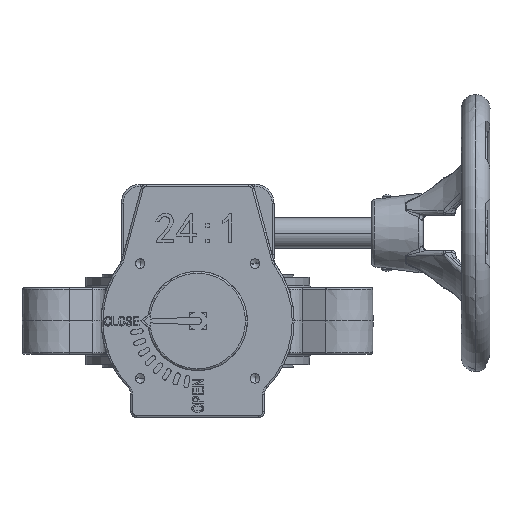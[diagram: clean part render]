
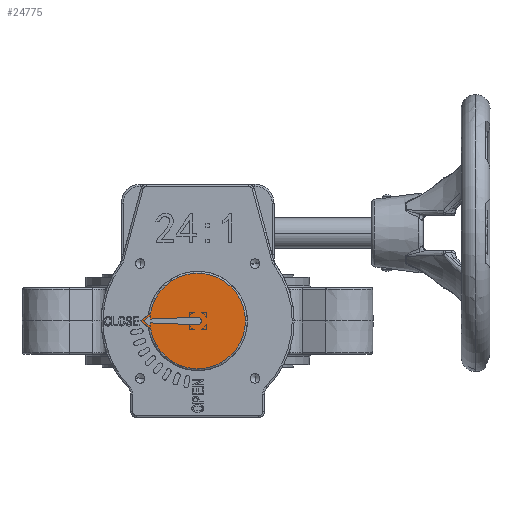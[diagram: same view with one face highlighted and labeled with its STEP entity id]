
A CAD part, front view. The second image highlights one B-rep face of the part: STEP entity #24775.
In plain terms, the highlighted planar face has unit normal (0, -1, 0).
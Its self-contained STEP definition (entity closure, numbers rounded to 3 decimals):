
#1041 = CARTESIAN_POINT ( 'NONE',  ( -10.509, -208.6, 13.696 ) ) ;
#2042 = CARTESIAN_POINT ( 'NONE',  ( -24.855, -208.6, 0. ) ) ;
#3022 = CARTESIAN_POINT ( 'NONE',  ( -10.509, -208.6, -13.696 ) ) ;
#3149 = DIRECTION ( 'NONE',  ( 0., 0., -1. ) ) ;
#3519 = DIRECTION ( 'NONE',  ( 0.999, 0., 0.04 ) ) ;
#4215 = AXIS2_PLACEMENT_3D ( 'NONE', #4946, #22340, #63253 ) ;
#4845 = CARTESIAN_POINT ( 'NONE',  ( 0., -208.6, -2. ) ) ;
#4946 = CARTESIAN_POINT ( 'NONE',  ( 0., -208.6, 0. ) ) ;
#5033 = CIRCLE ( 'NONE', #66690, 2. ) ;
#6003 = ORIENTED_EDGE ( 'NONE', *, *, #51999, .T. ) ;
#9214 = CARTESIAN_POINT ( 'NONE',  ( -30., -208.6, 0. ) ) ;
#9457 = DIRECTION ( 'NONE',  ( -0.793, 0., 0.609 ) ) ;
#9726 = EDGE_LOOP ( 'NONE', ( #38289, #50379, #21157, #49896 ) ) ;
#9809 = FACE_BOUND ( 'NONE', #52330, .T. ) ;
#10704 = LINE ( 'NONE', #9214, #72675 ) ;
#11682 = VECTOR ( 'NONE', #37535, 1000. ) ;
#12700 = EDGE_CURVE ( 'NONE', #17906, #37461, #73838, .T. ) ;
#12972 = DIRECTION ( 'NONE',  ( 0., 0., -1. ) ) ;
#13700 = ORIENTED_EDGE ( 'NONE', *, *, #35262, .T. ) ;
#14518 = LINE ( 'NONE', #2042, #54738 ) ;
#14892 = CARTESIAN_POINT ( 'NONE',  ( -30., -208.6, 0. ) ) ;
#16177 = DIRECTION ( 'NONE',  ( 0.793, 0., -0.609 ) ) ;
#16214 = DIRECTION ( 'NONE',  ( 0., 0., -1. ) ) ;
#16527 = AXIS2_PLACEMENT_3D ( 'NONE', #21603, #50742, #22329 ) ;
#16858 = VERTEX_POINT ( 'NONE', #4845 ) ;
#17906 = VERTEX_POINT ( 'NONE', #67327 ) ;
#18314 = EDGE_CURVE ( 'NONE', #30683, #73602, #10704, .T. ) ;
#18399 = EDGE_CURVE ( 'NONE', #46435, #17906, #29981, .T. ) ;
#18844 = ORIENTED_EDGE ( 'NONE', *, *, #12700, .T. ) ;
#19996 = CARTESIAN_POINT ( 'NONE',  ( -24.855, -208.6, 2.687 ) ) ;
#21157 = ORIENTED_EDGE ( 'NONE', *, *, #18314, .T. ) ;
#21334 = EDGE_CURVE ( 'NONE', #37461, #34606, #53633, .T. ) ;
#21512 = PLANE ( 'NONE',  #58933 ) ;
#21603 = CARTESIAN_POINT ( 'NONE',  ( 0., -208.6, 0. ) ) ;
#22329 = DIRECTION ( 'NONE',  ( 1., 0., 0. ) ) ;
#22340 = DIRECTION ( 'NONE',  ( 0., -1., 0. ) ) ;
#23117 = CARTESIAN_POINT ( 'NONE',  ( 0., -208.6, 2. ) ) ;
#23414 = DIRECTION ( 'NONE',  ( 0., 1., 0. ) ) ;
#23793 = DIRECTION ( 'NONE',  ( 1., 0., 0. ) ) ;
#24775 = ADVANCED_FACE ( 'NONE', ( #9809, #32513 ), #21512, .T. ) ;
#25088 = ORIENTED_EDGE ( 'NONE', *, *, #18399, .T. ) ;
#25797 = CARTESIAN_POINT ( 'NONE',  ( -0.08, -208.6, -1.997 ) ) ;
#26821 = CARTESIAN_POINT ( 'NONE',  ( 0., -208.6, 0. ) ) ;
#26934 = CARTESIAN_POINT ( 'NONE',  ( -24.855, -208.6, 1. ) ) ;
#29981 = LINE ( 'NONE', #70532, #39975 ) ;
#30683 = VERTEX_POINT ( 'NONE', #43631 ) ;
#30937 = DIRECTION ( 'NONE',  ( 0.793, 0., 0.609 ) ) ;
#31770 = CARTESIAN_POINT ( 'NONE',  ( 25., -208.6, 0. ) ) ;
#31844 = VECTOR ( 'NONE', #16177, 1000. ) ;
#32513 = FACE_OUTER_BOUND ( 'NONE', #9726, .T. ) ;
#33784 = DIRECTION ( 'NONE',  ( -0.793, 0., -0.609 ) ) ;
#34391 = EDGE_CURVE ( 'NONE', #55222, #16858, #5033, .T. ) ;
#34606 = VERTEX_POINT ( 'NONE', #19996 ) ;
#34691 = CIRCLE ( 'NONE', #16527, 25. ) ;
#35262 = EDGE_CURVE ( 'NONE', #41550, #55222, #43627, .T. ) ;
#37461 = VERTEX_POINT ( 'NONE', #69903 ) ;
#37535 = DIRECTION ( 'NONE',  ( -0.999, 0., 0.04 ) ) ;
#38289 = ORIENTED_EDGE ( 'NONE', *, *, #40681, .T. ) ;
#38564 = VECTOR ( 'NONE', #9457, 1000. ) ;
#39646 = CARTESIAN_POINT ( 'NONE',  ( -24.855, -208.6, -1. ) ) ;
#39975 = VECTOR ( 'NONE', #12972, 1000. ) ;
#40681 = EDGE_CURVE ( 'NONE', #63177, #54424, #64669, .T. ) ;
#41550 = VERTEX_POINT ( 'NONE', #26934 ) ;
#43627 = LINE ( 'NONE', #56488, #64355 ) ;
#43631 = CARTESIAN_POINT ( 'NONE',  ( -24.662, -208.6, 4.096 ) ) ;
#44140 = ORIENTED_EDGE ( 'NONE', *, *, #69268, .T. ) ;
#44309 = LINE ( 'NONE', #25797, #11682 ) ;
#46430 = LINE ( 'NONE', #56302, #31844 ) ;
#46435 = VERTEX_POINT ( 'NONE', #39646 ) ;
#48260 = ORIENTED_EDGE ( 'NONE', *, *, #21334, .T. ) ;
#49896 = ORIENTED_EDGE ( 'NONE', *, *, #52373, .T. ) ;
#50379 = ORIENTED_EDGE ( 'NONE', *, *, #69379, .T. ) ;
#50742 = DIRECTION ( 'NONE',  ( 0., -1., 0. ) ) ;
#51999 = EDGE_CURVE ( 'NONE', #34606, #41550, #14518, .T. ) ;
#52330 = EDGE_LOOP ( 'NONE', ( #6003, #13700, #67181, #44140, #25088, #18844, #48260 ) ) ;
#52373 = EDGE_CURVE ( 'NONE', #73602, #63177, #46430, .T. ) ;
#53633 = LINE ( 'NONE', #1041, #58839 ) ;
#54424 = VERTEX_POINT ( 'NONE', #31770 ) ;
#54738 = VECTOR ( 'NONE', #3149, 1000. ) ;
#55222 = VERTEX_POINT ( 'NONE', #23117 ) ;
#56302 = CARTESIAN_POINT ( 'NONE',  ( -30., -208.6, 0. ) ) ;
#56488 = CARTESIAN_POINT ( 'NONE',  ( -0.08, -208.6, 1.997 ) ) ;
#58260 = CARTESIAN_POINT ( 'NONE',  ( 0., -208.6, 0. ) ) ;
#58839 = VECTOR ( 'NONE', #30937, 1000. ) ;
#58933 = AXIS2_PLACEMENT_3D ( 'NONE', #26821, #61664, #16214 ) ;
#61664 = DIRECTION ( 'NONE',  ( 0., -1., 0. ) ) ;
#63177 = VERTEX_POINT ( 'NONE', #63561 ) ;
#63253 = DIRECTION ( 'NONE',  ( 1., 0., 0. ) ) ;
#63561 = CARTESIAN_POINT ( 'NONE',  ( -24.662, -208.6, -4.096 ) ) ;
#64355 = VECTOR ( 'NONE', #3519, 1000. ) ;
#64669 = CIRCLE ( 'NONE', #4215, 25. ) ;
#66690 = AXIS2_PLACEMENT_3D ( 'NONE', #58260, #23414, #23793 ) ;
#67181 = ORIENTED_EDGE ( 'NONE', *, *, #34391, .T. ) ;
#67327 = CARTESIAN_POINT ( 'NONE',  ( -24.855, -208.6, -2.687 ) ) ;
#69268 = EDGE_CURVE ( 'NONE', #16858, #46435, #44309, .T. ) ;
#69379 = EDGE_CURVE ( 'NONE', #54424, #30683, #34691, .T. ) ;
#69903 = CARTESIAN_POINT ( 'NONE',  ( -28.357, -208.6, 0. ) ) ;
#70532 = CARTESIAN_POINT ( 'NONE',  ( -24.855, -208.6, 0. ) ) ;
#72675 = VECTOR ( 'NONE', #33784, 1000. ) ;
#73602 = VERTEX_POINT ( 'NONE', #14892 ) ;
#73838 = LINE ( 'NONE', #3022, #38564 ) ;
